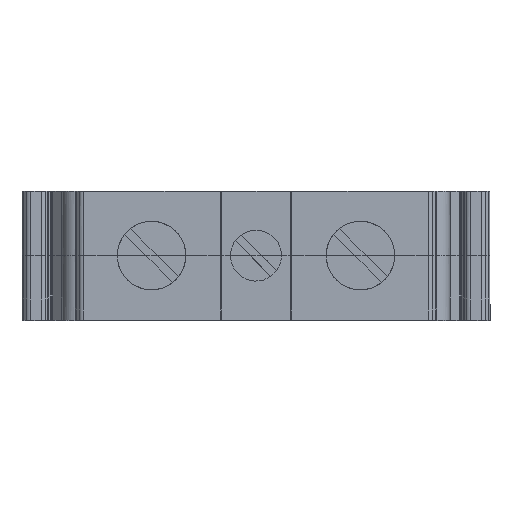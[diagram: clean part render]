
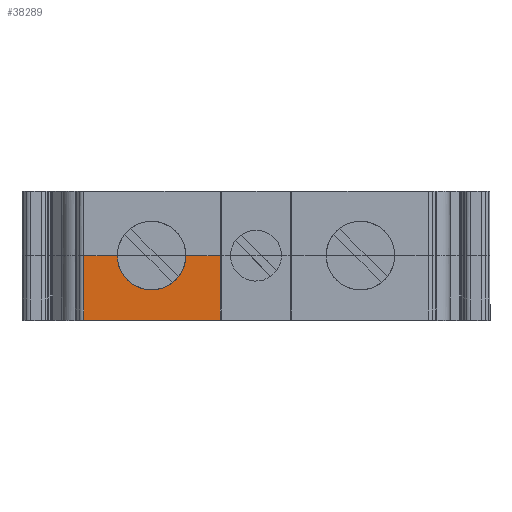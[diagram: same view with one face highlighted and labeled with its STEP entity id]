
A CAD part, top view. The second image highlights one B-rep face of the part: STEP entity #38289.
In plain terms, the highlighted planar face has unit normal (0, 0, 1).
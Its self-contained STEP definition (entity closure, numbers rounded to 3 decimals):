
#111 = VERTEX_POINT ( 'NONE', #15777 ) ;
#410 = CARTESIAN_POINT ( 'NONE',  ( -43.493, 16., 56.7 ) ) ;
#625 = EDGE_CURVE ( 'NONE', #19522, #20409, #38106, .T. ) ;
#688 = EDGE_CURVE ( 'NONE', #111, #17070, #32287, .T. ) ;
#1809 = CARTESIAN_POINT ( 'NONE',  ( -43.493, 8., 56.7 ) ) ;
#1881 = DIRECTION ( 'NONE',  ( 0., 0., -1. ) ) ;
#2032 = CARTESIAN_POINT ( 'NONE',  ( -30.85, 8., 56.7 ) ) ;
#2098 = VERTEX_POINT ( 'NONE', #30354 ) ;
#2155 = AXIS2_PLACEMENT_3D ( 'NONE', #41189, #21477, #17593 ) ;
#2350 = ORIENTED_EDGE ( 'NONE', *, *, #41360, .T. ) ;
#2652 = CARTESIAN_POINT ( 'NONE',  ( -26.6, 16., 56.7 ) ) ;
#4366 = VECTOR ( 'NONE', #39127, 1000. ) ;
#5426 = EDGE_LOOP ( 'NONE', ( #40193, #10110, #2350, #32546, #7805, #42720 ) ) ;
#7805 = ORIENTED_EDGE ( 'NONE', *, *, #40035, .F. ) ;
#8250 = CARTESIAN_POINT ( 'NONE',  ( -26.6, 0., 56.7 ) ) ;
#8728 = PLANE ( 'NONE',  #2155 ) ;
#10110 = ORIENTED_EDGE ( 'NONE', *, *, #30780, .T. ) ;
#11535 = LINE ( 'NONE', #24732, #21529 ) ;
#11825 = DIRECTION ( 'NONE',  ( 1., 0., 0. ) ) ;
#13288 = EDGE_CURVE ( 'NONE', #38821, #20409, #26283, .T. ) ;
#14770 = FACE_OUTER_BOUND ( 'NONE', #5426, .T. ) ;
#14771 = CARTESIAN_POINT ( 'NONE',  ( -39.35, 8., 56.7 ) ) ;
#15057 = CARTESIAN_POINT ( 'NONE',  ( -35.1, 8., 56.7 ) ) ;
#15245 = AXIS2_PLACEMENT_3D ( 'NONE', #15057, #1881, #11825 ) ;
#15777 = CARTESIAN_POINT ( 'NONE',  ( -26.6, 8., 56.7 ) ) ;
#17070 = VERTEX_POINT ( 'NONE', #8250 ) ;
#17593 = DIRECTION ( 'NONE',  ( 0., -1., 0. ) ) ;
#19522 = VERTEX_POINT ( 'NONE', #1809 ) ;
#20409 = VERTEX_POINT ( 'NONE', #14771 ) ;
#20809 = DIRECTION ( 'NONE',  ( 1., 0., 0. ) ) ;
#21477 = DIRECTION ( 'NONE',  ( 0., 0., -1. ) ) ;
#21529 = VECTOR ( 'NONE', #27102, 1000. ) ;
#21820 = VECTOR ( 'NONE', #20809, 1000. ) ;
#23772 = DIRECTION ( 'NONE',  ( 0., -1., 0. ) ) ;
#24732 = CARTESIAN_POINT ( 'NONE',  ( -26.6, 8., 56.7 ) ) ;
#26283 = CIRCLE ( 'NONE', #15245, 4.25 ) ;
#27102 = DIRECTION ( 'NONE',  ( 1., 0., 0. ) ) ;
#29868 = VECTOR ( 'NONE', #23772, 1000. ) ;
#30354 = CARTESIAN_POINT ( 'NONE',  ( -43.493, 0., 56.7 ) ) ;
#30780 = EDGE_CURVE ( 'NONE', #19522, #2098, #39121, .T. ) ;
#30783 = CARTESIAN_POINT ( 'NONE',  ( -39.35, 8., 56.7 ) ) ;
#31608 = CARTESIAN_POINT ( 'NONE',  ( -26.6, 0., 56.7 ) ) ;
#32287 = LINE ( 'NONE', #2652, #40473 ) ;
#32546 = ORIENTED_EDGE ( 'NONE', *, *, #688, .F. ) ;
#34857 = LINE ( 'NONE', #31608, #4366 ) ;
#38106 = LINE ( 'NONE', #30783, #21820 ) ;
#38289 = ADVANCED_FACE ( 'NONE', ( #14770 ), #8728, .F. ) ;
#38821 = VERTEX_POINT ( 'NONE', #2032 ) ;
#39121 = LINE ( 'NONE', #410, #29868 ) ;
#39127 = DIRECTION ( 'NONE',  ( 1., 0., 0. ) ) ;
#40035 = EDGE_CURVE ( 'NONE', #38821, #111, #11535, .T. ) ;
#40193 = ORIENTED_EDGE ( 'NONE', *, *, #625, .F. ) ;
#40473 = VECTOR ( 'NONE', #42209, 1000. ) ;
#41189 = CARTESIAN_POINT ( 'NONE',  ( -26.6, 16., 56.7 ) ) ;
#41360 = EDGE_CURVE ( 'NONE', #2098, #17070, #34857, .T. ) ;
#42209 = DIRECTION ( 'NONE',  ( 0., -1., 0. ) ) ;
#42720 = ORIENTED_EDGE ( 'NONE', *, *, #13288, .T. ) ;
